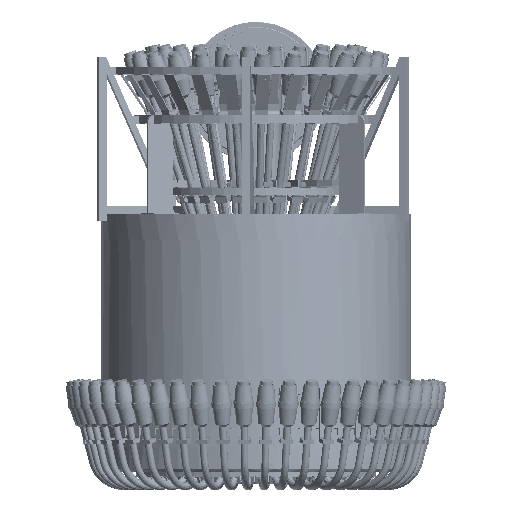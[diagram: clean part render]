
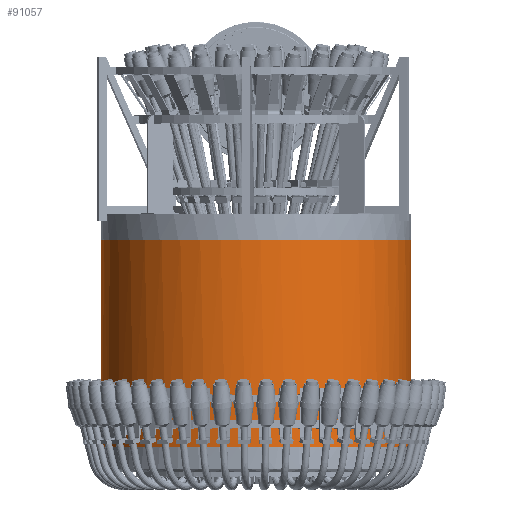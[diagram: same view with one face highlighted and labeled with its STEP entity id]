
A CAD part, front view. The second image highlights one B-rep face of the part: STEP entity #91057.
In plain terms, the highlighted free-form (B-spline) face has degree [2, 1] with [9, 2] control points.
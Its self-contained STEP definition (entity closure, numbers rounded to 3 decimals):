
#90974=CARTESIAN_POINT('V8',(720.0,1080.0,0.));
#90975=VERTEX_POINT('V8',#90974);
#90976=CARTESIAN_POINT('E4',(720.0,1080.0,0.));
#90977=CARTESIAN_POINT('E4',(720.0,1080.0,-1080.0));
#90978=CARTESIAN_POINT('E4',(720.0,0.0,-1080.0));
#90979=CARTESIAN_POINT('E4',(720.0,-1080.0,-1080.0));
#90980=CARTESIAN_POINT('E4',(720.0,-1080.0,0.));
#90981=CARTESIAN_POINT('E4',(720.0,-1080.0,1080.0));
#90982=CARTESIAN_POINT('E4',(720.0,0.0,1080.0));
#90983=CARTESIAN_POINT('E4',(720.0,1080.0,1080.0));
#90984=CARTESIAN_POINT('E4',(720.0,1080.0,0.));
#90992=(BOUNDED_CURVE()B_SPLINE_CURVE(2,(#90976,#90977,#90978,
   #90979,#90980,#90981,#90982,#90983,#90984),.CIRCULAR_ARC.,.T.,.U.
   )B_SPLINE_CURVE_WITH_KNOTS((3,2,2,2,3),(0.0,0.25,
   0.5,0.75,1.0),.UNSPECIFIED.)CURVE()
   GEOMETRIC_REPRESENTATION_ITEM()RATIONAL_B_SPLINE_CURVE((1.0,
   0.707,1.0,0.707,1.0,0.707,1.0,
   0.707,1.0))REPRESENTATION_ITEM('E4'));
#90993=EDGE_CURVE('E4',#90975,#90975,#90992,.T.);
#91001=CARTESIAN_POINT('F2',(792.0,1080.0,0.));
#91002=CARTESIAN_POINT('F2',(792.,
   1080.,-1080.));
#91003=CARTESIAN_POINT('F2',(792.0,0.0,-1080.0));
#91004=CARTESIAN_POINT('F2',(792.,
   -1080.,-1080.));
#91005=CARTESIAN_POINT('F2',(792.0,-1080.0,0.));
#91006=CARTESIAN_POINT('F2',(792.,
   -1080.,1080.));
#91007=CARTESIAN_POINT('F2',(792.0,0.0,1080.0));
#91008=CARTESIAN_POINT('F2',(792.,
   1080.,1080.));
#91009=CARTESIAN_POINT('F2',(792.0,1080.0,0.));
#91010=CARTESIAN_POINT('F2',(-792.0,1080.0,0.));
#91011=CARTESIAN_POINT('F2',(-792.,
   1080.,-1080.));
#91012=CARTESIAN_POINT('F2',(-792.0,0.0,-1080.0));
#91013=CARTESIAN_POINT('F2',(-792.,
   -1080.,-1080.));
#91014=CARTESIAN_POINT('F2',(-792.0,-1080.0,0.));
#91015=CARTESIAN_POINT('F2',(-792.,
   -1080.,1080.));
#91016=CARTESIAN_POINT('F2',(-792.0,0.0,1080.0));
#91017=CARTESIAN_POINT('F2',(-792.,
   1080.,1080.));
#91018=CARTESIAN_POINT('F2',(-792.0,1080.0,0.));
#91026=(BOUNDED_SURFACE()B_SPLINE_SURFACE(2,1,((#91001,#91010),(
   #91002,#91011),(#91003,#91012),(#91004,#91013),(#91005,
   #91014),(#91006,#91015),(#91007,#91016),(#91008,#91017),(
   #91009,#91018)),.CYLINDRICAL_SURF.,.T.,.F.,.U.)
   B_SPLINE_SURFACE_WITH_KNOTS((3,2,2,2,3),(2,2),(0.0,
   1.364,2.727,4.091,
   5.455),(0.0,1.0),.UNSPECIFIED.)
   GEOMETRIC_REPRESENTATION_ITEM()RATIONAL_B_SPLINE_SURFACE(((1.0,
   1.0),(0.707,0.707),(1.0,1.0),(
   0.707,0.707),(1.0,1.0),(
   0.707,0.707),(1.0,1.0),(
   0.707,0.707),(1.0,1.0)))
   REPRESENTATION_ITEM('F2')SURFACE());
#91027=ORIENTED_EDGE('F3',*,*,#90993,.T.);
#91028=CARTESIAN_POINT('V7',(-720.0,1080.0,0.));
#91029=VERTEX_POINT('V7',#91028);
#91030=CARTESIAN_POINT('E7',(-720.0,1080.0,0.0));
#91031=CARTESIAN_POINT('E7',(720.0,1080.0,0.0));
#91032=B_SPLINE_CURVE_WITH_KNOTS('E7',1,(#91030,#91031),
   .POLYLINE_FORM.,.F.,.U.,(2,2),(0.045,
   0.955),.UNSPECIFIED.);
#91033=EDGE_CURVE('E7',#91029,#90975,#91032,.T.);
#91034=ORIENTED_EDGE('E7',*,*,#91033,.F.);
#91035=CARTESIAN_POINT('E3',(-720.0,1080.0,0.));
#91036=CARTESIAN_POINT('E3',(-720.0,1080.0,1080.0));
#91037=CARTESIAN_POINT('E3',(-720.0,0.0,1080.0));
#91038=CARTESIAN_POINT('E3',(-720.0,-1080.0,1080.0));
#91039=CARTESIAN_POINT('E3',(-720.0,-1080.0,0.));
#91040=CARTESIAN_POINT('E3',(-720.0,-1080.0,-1080.0));
#91041=CARTESIAN_POINT('E3',(-720.0,0.0,-1080.0));
#91042=CARTESIAN_POINT('E3',(-720.0,1080.0,-1080.0));
#91043=CARTESIAN_POINT('E3',(-720.0,1080.0,0.));
#91051=(BOUNDED_CURVE()B_SPLINE_CURVE(2,(#91035,#91036,#91037,
   #91038,#91039,#91040,#91041,#91042,#91043),.CIRCULAR_ARC.,.T.,.U.
   )B_SPLINE_CURVE_WITH_KNOTS((3,2,2,2,3),(0.0,0.25,
   0.5,0.75,1.0),.UNSPECIFIED.)CURVE()
   GEOMETRIC_REPRESENTATION_ITEM()RATIONAL_B_SPLINE_CURVE((1.0,
   0.707,1.0,0.707,1.0,0.707,1.0,
   0.707,1.0))REPRESENTATION_ITEM('E3'));
#91052=EDGE_CURVE('E3',#91029,#91029,#91051,.T.);
#91053=ORIENTED_EDGE('E3',*,*,#91052,.T.);
#91054=ORIENTED_EDGE('E7',*,*,#91033,.T.);
#91055=EDGE_LOOP('F2',(#91027,#91034,#91053,#91054));
#91056=FACE_OUTER_BOUND('F2',#91055,.T.);
#91057=ADVANCED_FACE('F2',(#91056),#91026,.T.);
